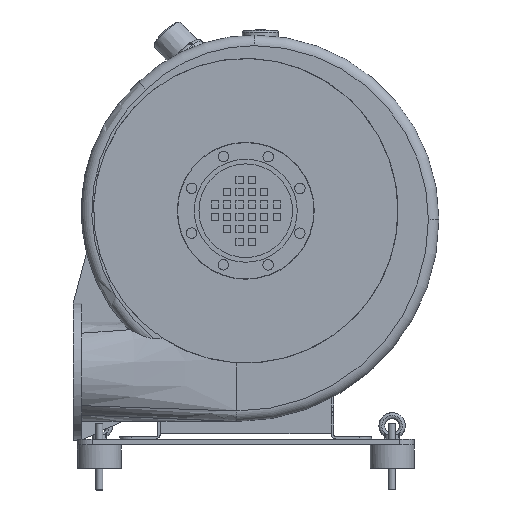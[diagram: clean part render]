
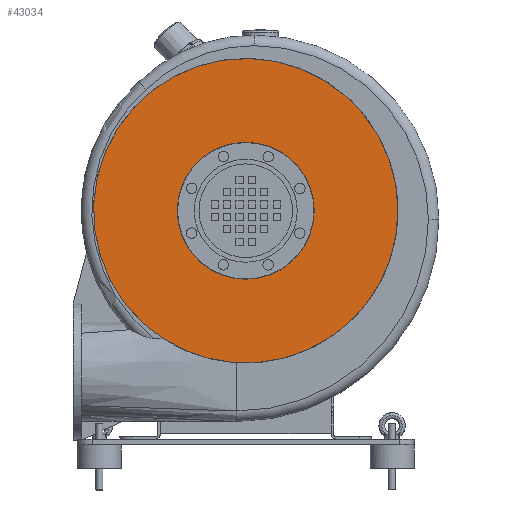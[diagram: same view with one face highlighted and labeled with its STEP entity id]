
A CAD part, front view. The second image highlights one B-rep face of the part: STEP entity #43034.
In plain terms, the highlighted planar face has unit normal (0, -1, 0).
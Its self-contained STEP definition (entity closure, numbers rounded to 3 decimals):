
#42912=CARTESIAN_POINT('',(117.,-271.5,400.));
#42913=VERTEX_POINT('',#42912);
#42914=CARTESIAN_POINT('',(0.,-271.5,400.));
#42915=DIRECTION('',(0.0,1.0,0.0));
#42916=DIRECTION('',(-1.0,0.0,0.0));
#42917=AXIS2_PLACEMENT_3D('',#42914,#42915,#42916);
#42918=CIRCLE('',#42917,117.);
#42919=EDGE_CURVE('',#42913,#42913,#42918,.T.);
#42987=CARTESIAN_POINT('',(260.,-271.5,400.));
#42988=VERTEX_POINT('',#42987);
#42989=CARTESIAN_POINT('',(0.,-271.5,400.));
#42990=DIRECTION('',(0.0,1.0,0.0));
#42991=DIRECTION('',(-1.0,0.0,0.0));
#42992=AXIS2_PLACEMENT_3D('',#42989,#42990,#42991);
#42993=CIRCLE('',#42992,260.0);
#42994=EDGE_CURVE('',#42988,#42988,#42993,.T.);
#43023=CARTESIAN_POINT('',(0.,-271.5,400.));
#43024=DIRECTION('',(0.0,1.0,0.0));
#43025=DIRECTION('',(-1.0,0.0,0.0));
#43026=AXIS2_PLACEMENT_3D('',#43023,#43024,#43025);
#43027=PLANE('',#43026);
#43028=ORIENTED_EDGE('',*,*,#42994,.F.);
#43029=EDGE_LOOP('',(#43028));
#43030=FACE_OUTER_BOUND('',#43029,.T.);
#43031=ORIENTED_EDGE('',*,*,#42919,.T.);
#43032=EDGE_LOOP('',(#43031));
#43033=FACE_BOUND('',#43032,.T.);
#43034=ADVANCED_FACE('',(#43030,#43033),#43027,.F.);
